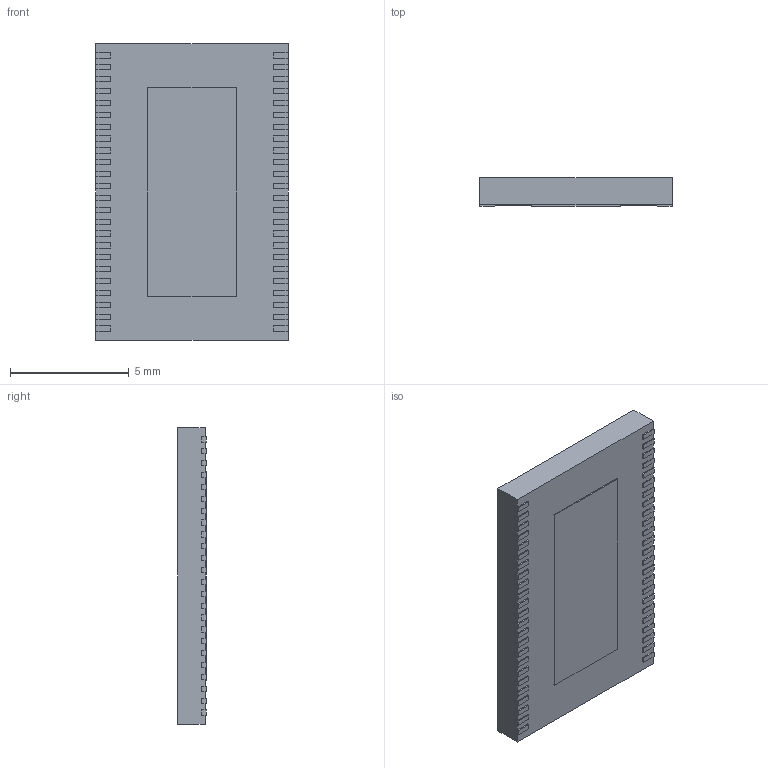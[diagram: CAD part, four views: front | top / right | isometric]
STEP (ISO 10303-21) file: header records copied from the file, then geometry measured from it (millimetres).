
FILE_DESCRIPTION (( 'STEP AP214' ), '1' );
FILE_NAME ('TAS5756MDCA.STEP', '2020-12-18T15:16:27', ( '' ), ( '' ), 'SwSTEP 2.0', 'SolidWorks 2018', '' );
FILE_SCHEMA (( 'AUTOMOTIVE_DESIGN' ));
Length unit declared in the file: millimetre
Products named in the file (1): TAS5756MDCA
Bounding box: 8.1 x 1.2 x 12.5 mm (x, y, z)
Volume: 118.4 mm3; surface area: 362.4 mm2
Topology: 50 solids, 50 shells, 497 faces, 1188 edges, 792 vertices
Faces by surface type: plane 497
Entity records: 14557 total; most frequent: CARTESIAN_POINT 2478, ORIENTED_EDGE 2376, DIRECTION 2184, LINE 1188, EDGE_CURVE 1188, VECTOR 1188, VERTEX_POINT 792, EDGE_LOOP 498
